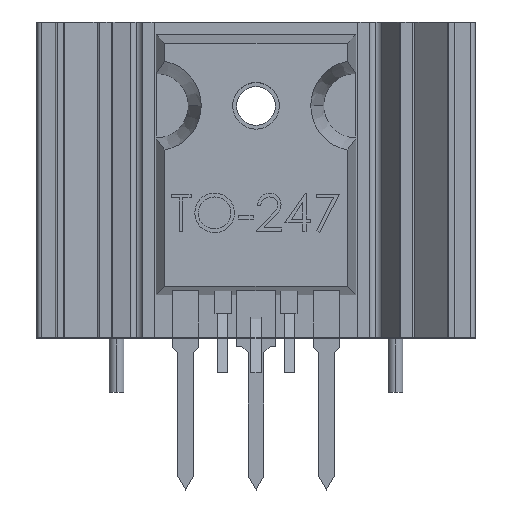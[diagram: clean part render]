
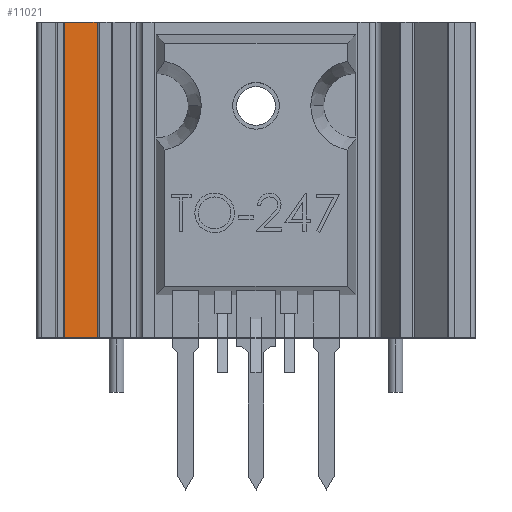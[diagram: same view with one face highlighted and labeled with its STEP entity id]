
A CAD part, top view. The second image highlights one B-rep face of the part: STEP entity #11021.
In plain terms, the highlighted planar face has unit normal (0.707, 0, 0.707).
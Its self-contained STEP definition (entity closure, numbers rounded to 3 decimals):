
#1235 = EDGE_CURVE ( 'NONE', #14784, #10088, #6294, .T. ) ;
#2087 = CARTESIAN_POINT ( 'NONE',  ( -14.851, -12.25, 6.006 ) ) ;
#2198 = CARTESIAN_POINT ( 'NONE',  ( -10.906, -12.25, 2.062 ) ) ;
#2386 = CARTESIAN_POINT ( 'NONE',  ( -14.851, 12.25, 6.006 ) ) ;
#2815 = LINE ( 'NONE', #9820, #3102 ) ;
#3102 = VECTOR ( 'NONE', #10056, 1000. ) ;
#3409 = DIRECTION ( 'NONE',  ( -0.707, 0., 0.707 ) ) ;
#3669 = VERTEX_POINT ( 'NONE', #2087 ) ;
#4575 = PLANE ( 'NONE',  #7460 ) ;
#4823 = EDGE_CURVE ( 'NONE', #10088, #10431, #12516, .T. ) ;
#5256 = LINE ( 'NONE', #13380, #6079 ) ;
#6079 = VECTOR ( 'NONE', #9923, 1000. ) ;
#6217 = CARTESIAN_POINT ( 'NONE',  ( -10.906, 12.25, 2.062 ) ) ;
#6294 = LINE ( 'NONE', #6217, #12697 ) ;
#6340 = EDGE_CURVE ( 'NONE', #14784, #3669, #5256, .T. ) ;
#6383 = DIRECTION ( 'NONE',  ( 0.707, 0., -0.707 ) ) ;
#7279 = ORIENTED_EDGE ( 'NONE', *, *, #1235, .F. ) ;
#7460 = AXIS2_PLACEMENT_3D ( 'NONE', #10667, #14109, #3409 ) ;
#7670 = ORIENTED_EDGE ( 'NONE', *, *, #4823, .F. ) ;
#7833 = CARTESIAN_POINT ( 'NONE',  ( -10.906, 12.25, 2.062 ) ) ;
#8009 = EDGE_LOOP ( 'NONE', ( #11932, #7670, #7279, #15340 ) ) ;
#9820 = CARTESIAN_POINT ( 'NONE',  ( -10.906, -12.25, 2.062 ) ) ;
#9923 = DIRECTION ( 'NONE',  ( 0., -1., 0. ) ) ;
#10056 = DIRECTION ( 'NONE',  ( 0.707, 0., -0.707 ) ) ;
#10088 = VERTEX_POINT ( 'NONE', #7833 ) ;
#10431 = VERTEX_POINT ( 'NONE', #2198 ) ;
#10667 = CARTESIAN_POINT ( 'NONE',  ( -10.906, 12.25, 2.062 ) ) ;
#11021 = ADVANCED_FACE ( 'NONE', ( #13001 ), #4575, .F. ) ;
#11932 = ORIENTED_EDGE ( 'NONE', *, *, #15209, .T. ) ;
#12516 = LINE ( 'NONE', #13534, #13996 ) ;
#12697 = VECTOR ( 'NONE', #6383, 1000. ) ;
#13001 = FACE_OUTER_BOUND ( 'NONE', #8009, .T. ) ;
#13380 = CARTESIAN_POINT ( 'NONE',  ( -14.851, 12.25, 6.006 ) ) ;
#13534 = CARTESIAN_POINT ( 'NONE',  ( -10.906, 12.25, 2.062 ) ) ;
#13996 = VECTOR ( 'NONE', #14853, 1000. ) ;
#14109 = DIRECTION ( 'NONE',  ( -0.707, 0., -0.707 ) ) ;
#14784 = VERTEX_POINT ( 'NONE', #2386 ) ;
#14853 = DIRECTION ( 'NONE',  ( 0., -1., 0. ) ) ;
#15209 = EDGE_CURVE ( 'NONE', #3669, #10431, #2815, .T. ) ;
#15340 = ORIENTED_EDGE ( 'NONE', *, *, #6340, .T. ) ;
